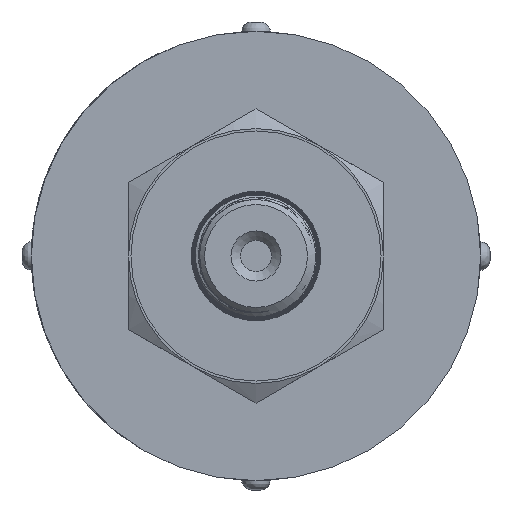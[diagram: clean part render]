
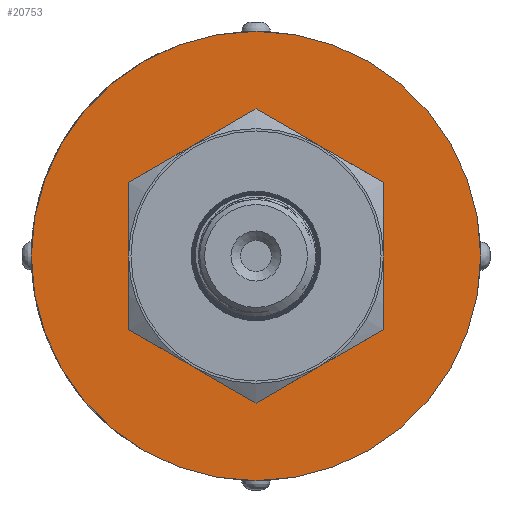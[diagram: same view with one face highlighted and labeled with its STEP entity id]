
A CAD part, left-side view. The second image highlights one B-rep face of the part: STEP entity #20753.
In plain terms, the highlighted face is planar.
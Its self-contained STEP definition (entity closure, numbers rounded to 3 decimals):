
#373=FACE_BOUND('',#2749,.T.);
#1032=PLANE('',#22122);
#1531=FACE_OUTER_BOUND('',#2748,.T.);
#2748=EDGE_LOOP('',(#14722));
#2749=EDGE_LOOP('',(#14723));
#3983=CIRCLE('',#22121,13.25);
#3984=CIRCLE('',#22123,23.813);
#8819=VERTEX_POINT('',#35516);
#8820=VERTEX_POINT('',#35520);
#11109=EDGE_CURVE('',#8819,#8819,#3983,.T.);
#11110=EDGE_CURVE('',#8820,#8820,#3984,.T.);
#14722=ORIENTED_EDGE('',*,*,#11110,.F.);
#14723=ORIENTED_EDGE('',*,*,#11109,.T.);
#20753=ADVANCED_FACE('',(#1531,#373),#1032,.T.);
#22121=AXIS2_PLACEMENT_3D('',#35518,#23578,#23579);
#22122=AXIS2_PLACEMENT_3D('',#35519,#23580,#23581);
#22123=AXIS2_PLACEMENT_3D('',#35521,#23582,#23583);
#23578=DIRECTION('center_axis',(-1.,0.,0.));
#23579=DIRECTION('ref_axis',(0.,0.,
1.));
#23580=DIRECTION('center_axis',(1.,0.,0.));
#23581=DIRECTION('ref_axis',(0.,0.,
-1.));
#23582=DIRECTION('center_axis',(-1.,0.,0.));
#23583=DIRECTION('ref_axis',(0.,0.,
1.));
#35516=CARTESIAN_POINT('',(34.,-13.25,0.));
#35518=CARTESIAN_POINT('Origin',(34.,0.,0.));
#35519=CARTESIAN_POINT('Origin',(34.,23.813,0.));
#35520=CARTESIAN_POINT('',(34.,-23.813,0.));
#35521=CARTESIAN_POINT('Origin',(34.,0.,0.));
